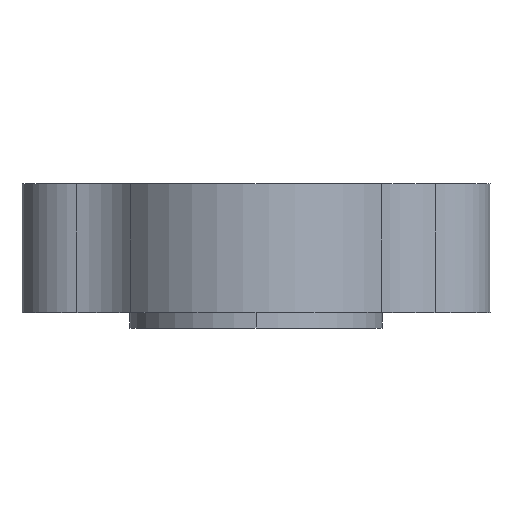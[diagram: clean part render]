
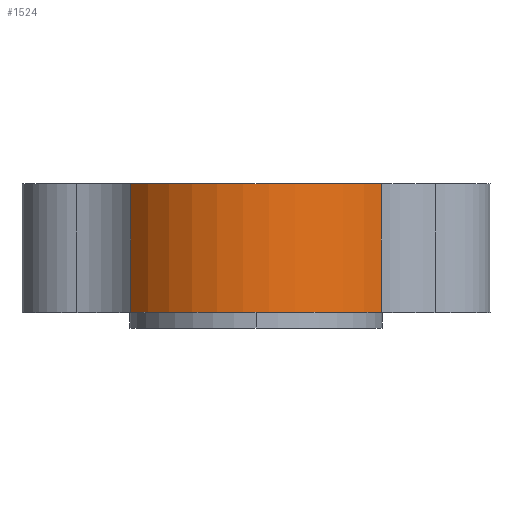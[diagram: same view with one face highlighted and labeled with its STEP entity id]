
A CAD part, top view. The second image highlights one B-rep face of the part: STEP entity #1524.
In plain terms, the highlighted cylindrical face has radius 20 mm (diameter 40 mm), a partial arc.
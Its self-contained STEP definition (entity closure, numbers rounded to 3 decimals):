
#78 = DIRECTION ( 'NONE',  ( 0., 1., 0. ) ) ;
#93 = CARTESIAN_POINT ( 'NONE',  ( 0., 92.686, 0. ) ) ;
#159 = VECTOR ( 'NONE', #1205, 1000. ) ;
#191 = ORIENTED_EDGE ( 'NONE', *, *, #1190, .T. ) ;
#206 = DIRECTION ( 'NONE',  ( 0., 0., -1. ) ) ;
#220 = DIRECTION ( 'NONE',  ( 0., -1., 0. ) ) ;
#228 = LINE ( 'NONE', #1315, #159 ) ;
#267 = ORIENTED_EDGE ( 'NONE', *, *, #1080, .F. ) ;
#296 = VECTOR ( 'NONE', #394, 1000. ) ;
#332 = AXIS2_PLACEMENT_3D ( 'NONE', #1326, #371, #1314 ) ;
#371 = DIRECTION ( 'NONE',  ( 0., 1., 0. ) ) ;
#394 = DIRECTION ( 'NONE',  ( 0., -1., 0. ) ) ;
#413 = VERTEX_POINT ( 'NONE', #1422 ) ;
#441 = CYLINDRICAL_SURFACE ( 'NONE', #765, 20. ) ;
#508 = AXIS2_PLACEMENT_3D ( 'NONE', #1505, #78, #580 ) ;
#524 = CARTESIAN_POINT ( 'NONE',  ( 16.061, 0., 11.919 ) ) ;
#527 = EDGE_CURVE ( 'NONE', #413, #850, #228, .T. ) ;
#537 = CIRCLE ( 'NONE', #332, 20. ) ;
#551 = CIRCLE ( 'NONE', #508, 20. ) ;
#559 = CARTESIAN_POINT ( 'NONE',  ( -16.061, 0., 11.919 ) ) ;
#580 = DIRECTION ( 'NONE',  ( 0., 0., 1. ) ) ;
#765 = AXIS2_PLACEMENT_3D ( 'NONE', #93, #220, #206 ) ;
#775 = FACE_OUTER_BOUND ( 'NONE', #841, .T. ) ;
#841 = EDGE_LOOP ( 'NONE', ( #267, #1475, #191, #863 ) ) ;
#850 = VERTEX_POINT ( 'NONE', #524 ) ;
#863 = ORIENTED_EDGE ( 'NONE', *, *, #527, .F. ) ;
#923 = VERTEX_POINT ( 'NONE', #1362 ) ;
#979 = CARTESIAN_POINT ( 'NONE',  ( -16.061, 92.686, 11.919 ) ) ;
#1080 = EDGE_CURVE ( 'NONE', #923, #413, #551, .T. ) ;
#1092 = VERTEX_POINT ( 'NONE', #559 ) ;
#1190 = EDGE_CURVE ( 'NONE', #1092, #850, #537, .T. ) ;
#1205 = DIRECTION ( 'NONE',  ( 0., -1., 0. ) ) ;
#1314 = DIRECTION ( 'NONE',  ( 0., 0., 1. ) ) ;
#1315 = CARTESIAN_POINT ( 'NONE',  ( 16.061, 92.686, 11.919 ) ) ;
#1326 = CARTESIAN_POINT ( 'NONE',  ( 0., 0., 0. ) ) ;
#1362 = CARTESIAN_POINT ( 'NONE',  ( -16.061, 16.5, 11.919 ) ) ;
#1376 = EDGE_CURVE ( 'NONE', #923, #1092, #1536, .T. ) ;
#1422 = CARTESIAN_POINT ( 'NONE',  ( 16.061, 16.5, 11.919 ) ) ;
#1475 = ORIENTED_EDGE ( 'NONE', *, *, #1376, .T. ) ;
#1505 = CARTESIAN_POINT ( 'NONE',  ( 0., 16.5, 0. ) ) ;
#1524 = ADVANCED_FACE ( 'NONE', ( #775 ), #441, .T. ) ;
#1536 = LINE ( 'NONE', #979, #296 ) ;
